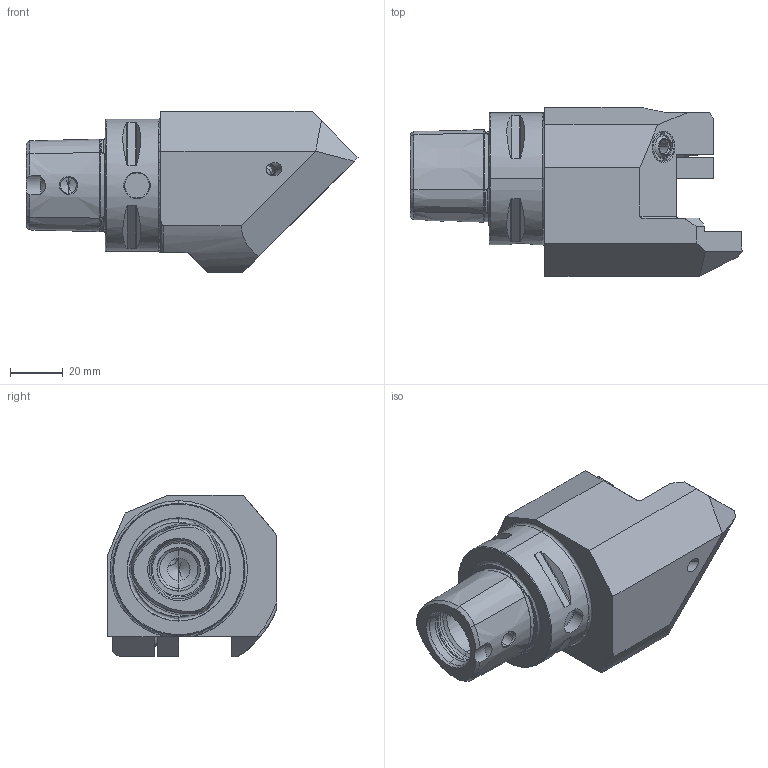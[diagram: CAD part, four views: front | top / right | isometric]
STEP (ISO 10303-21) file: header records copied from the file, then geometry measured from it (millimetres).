
FILE_DESCRIPTION (( 'STEP AP214' ), '1' );
FILE_NAME ('PS5.V20.R12.085-HP.STEP', '2023-03-08T07:33:01', ( '' ), ( '' ), 'SwSTEP 2.0', 'SolidWorks 2017', '' );
FILE_SCHEMA (( 'AUTOMOTIVE_DESIGN' ));
Length unit declared in the file: millimetre
Products named in the file (12): PS5-V20.R12.085-HP_A_ohne platte; PS5.V20.R12.085-HP; ISO 4762 - M6 x 16; ISO 4026 - M12 x 16; V20-ER1.020.056_A; ISO 4026 - M5 x 5; 8x1x13_vorgespannt; KU1-U12.002.010; DIN 3771 - 8x1.5; KU1-U12.002.010_A; KVT_MB_600_050; KU1-U12.003.010_B
Assembly tree (12 placements, depth 3):
  PS5.V20.R12.085-HP
    PS5-V20.R12.085-HP_A_ohne platte
    ISO 4026 - M12 x 16  x2
    KU1-U12.002.010
      KU1-U12.003.010_B
      KU1-U12.002.010_A
      DIN 3771 - 8x1.5
    KVT_MB_600_050
    8x1x13_vorgespannt
    ISO 4762 - M6 x 16
    V20-ER1.020.056_A
    ISO 4026 - M5 x 5
Bounding box: 125.61 x 64 x 61 mm (x, y, z)
Volume: 201326.6 mm3; surface area: 39160.8 mm2
Topology: 13 solids, 13 shells, 396 faces, 948 edges, 577 vertices
Faces by surface type: plane 135, cone 117, cylinder 83, torus 44, bspline 11, sphere 6
Entity records: 19174 total; most frequent: CARTESIAN_POINT 9509, DIRECTION 1871, ORIENTED_EDGE 1792, EDGE_CURVE 896, AXIS2_PLACEMENT_3D 727, VERTEX_POINT 551, VECTOR 417, LINE 417
